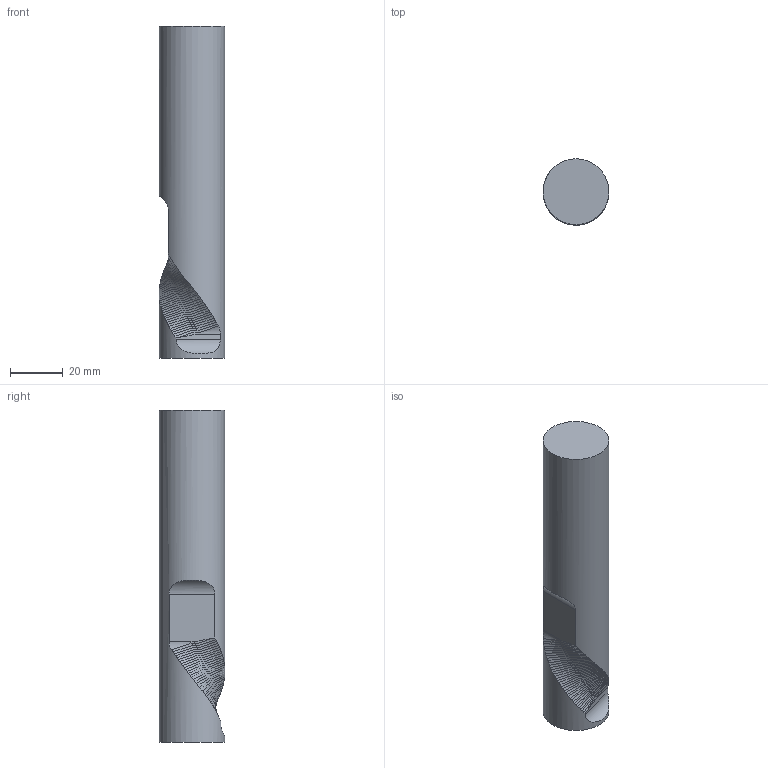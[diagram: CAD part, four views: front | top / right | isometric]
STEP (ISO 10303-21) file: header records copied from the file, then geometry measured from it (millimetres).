
FILE_DESCRIPTION(/* description */ ('','CAx-IF Rec.Pracs.---Representation and Presentation of Product Manufacturing Information (PMI)---3.8---2014-02-18'),/* implementation_level */ '2;1');
FILE_NAME(/* name */ 'Wendelfläche.stp',/* time_stamp */ '2016-01-19T17:01:41+01:00',/* author */ ('Walter'),/* organization */ (''),/* preprocessor_version */ 'ST-DEVELOPER v16.1',/* originating_system */ 'Autodesk Inventor 2016',/* authorisation */ '');
FILE_SCHEMA (('AP242_MANAGED_MODEL_BASED_3D_ENGINEERING_MIM_LF { 1 0 10303 442 1 1 4 }'));
Length unit declared in the file: millimetre
Products named in the file (1): Wendelfläche
Bounding box: 25 x 25 x 126 mm (x, y, z)
Volume: 59375.1 mm3; surface area: 10809.2 mm2
Topology: 1 solids, 1 shells, 124 faces, 325 edges, 204 vertices
Faces by surface type: cylinder 81, bspline 39, plane 4
Full cylindrical faces by diameter (mm): 25 x1
Entity records: 5322 total; most frequent: CARTESIAN_POINT 2998, ORIENTED_EDGE 648, EDGE_CURVE 324, B_SPLINE_CURVE_WITH_KNOTS 308, VERTEX_POINT 204, DIRECTION 194, EDGE_LOOP 126, FACE_OUTER_BOUND 124
